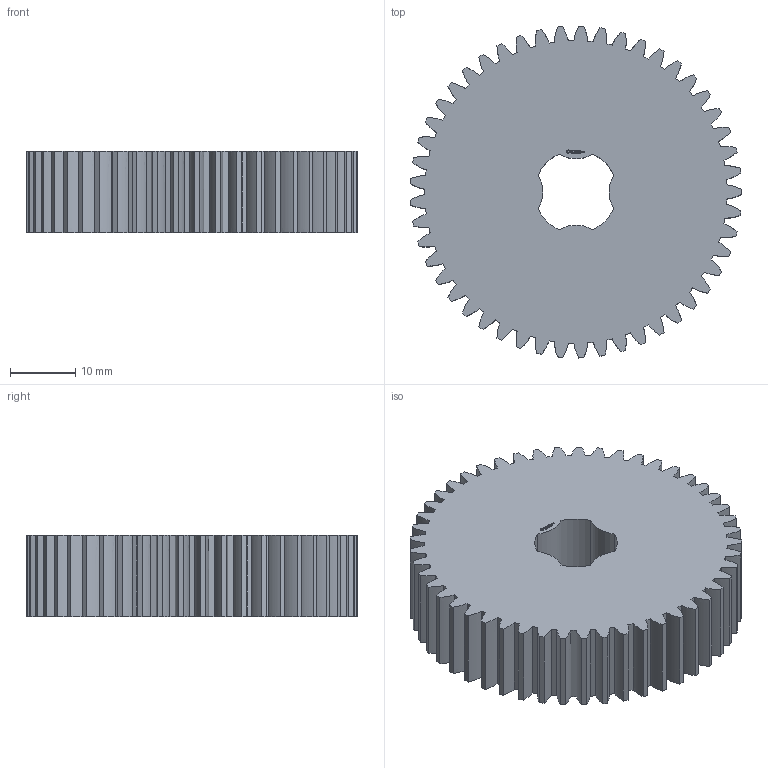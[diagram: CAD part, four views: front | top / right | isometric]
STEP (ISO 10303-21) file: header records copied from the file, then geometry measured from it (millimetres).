
FILE_DESCRIPTION(('FreeCAD Model'),'2;1');
FILE_NAME('Open CASCADE Shape Model','2024-03-10T18:06:45',(''),(''), 'Open CASCADE STEP processor 7.6','FreeCAD','Unknown');
FILE_SCHEMA(('AUTOMOTIVE_DESIGN { 1 0 10303 214 1 1 1 1 }'));
Products named in the file (1): Gear Wheel PLN TTH49 BU01.00 SFT-SHD - SPN-GWH-0176 (stemfie.org)
Bounding box: 50.97 x 50.99 x 12.5 mm (x, y, z)
Volume: 22045.9 mm3; surface area: 7940 mm2
Topology: 1 solids, 1 shells, 653 faces, 1863 edges, 1242 vertices
Faces by surface type: extrusion 324, plane 321, cylinder 8
Entity records: 59130 total; most frequent: CARTESIAN_POINT 19555, DIRECTION 5293, VECTOR 4585, LINE 4261, ORIENTED_EDGE 3726, PCURVE 3726, DEFINITIONAL_REPRESENTATION 3726, EDGE_CURVE 1863
